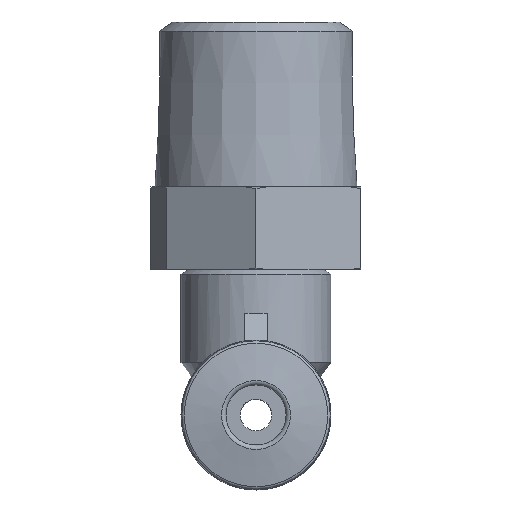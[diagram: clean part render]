
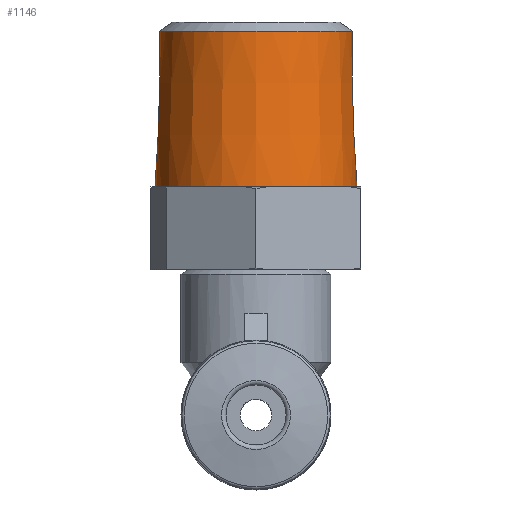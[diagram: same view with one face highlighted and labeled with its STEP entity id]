
A CAD part, left-side view. The second image highlights one B-rep face of the part: STEP entity #1146.
In plain terms, the highlighted conical face has half-angle 1.788 degrees and reference radius 6.735 mm.
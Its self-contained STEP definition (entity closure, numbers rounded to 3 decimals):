
#65=CONICAL_SURFACE('',#1274,6.735,0.031);
#366=ORIENTED_EDGE('',*,*,#611,.F.);
#367=ORIENTED_EDGE('',*,*,#612,.T.);
#611=EDGE_CURVE('',#739,#739,#801,.T.);
#612=EDGE_CURVE('',#740,#740,#802,.T.);
#739=VERTEX_POINT('',#2043);
#740=VERTEX_POINT('',#2046);
#801=CIRCLE('',#1273,6.41);
#802=CIRCLE('',#1275,6.735);
#880=EDGE_LOOP('',(#366));
#881=EDGE_LOOP('',(#367));
#1007=FACE_BOUND('',#880,.T.);
#1008=FACE_BOUND('',#881,.T.);
#1146=ADVANCED_FACE('',(#1007,#1008),#65,.T.);
#1273=AXIS2_PLACEMENT_3D('',#2042,#1529,#1530);
#1274=AXIS2_PLACEMENT_3D('',#2044,#1531,#1532);
#1275=AXIS2_PLACEMENT_3D('',#2045,#1533,#1534);
#1529=DIRECTION('',(0.,0.,1.));
#1530=DIRECTION('',(1.,0.,0.));
#1531=DIRECTION('',(0.,0.,-1.));
#1532=DIRECTION('',(-1.,0.,0.));
#1533=DIRECTION('',(0.,0.,1.));
#1534=DIRECTION('',(1.,0.,0.));
#2042=CARTESIAN_POINT('',(0.,0.,25.587));
#2043=CARTESIAN_POINT('',(6.41,0.,25.587));
#2044=CARTESIAN_POINT('',(0.,0.,15.2));
#2045=CARTESIAN_POINT('',(0.,0.,15.2));
#2046=CARTESIAN_POINT('',(6.735,0.,15.2));
